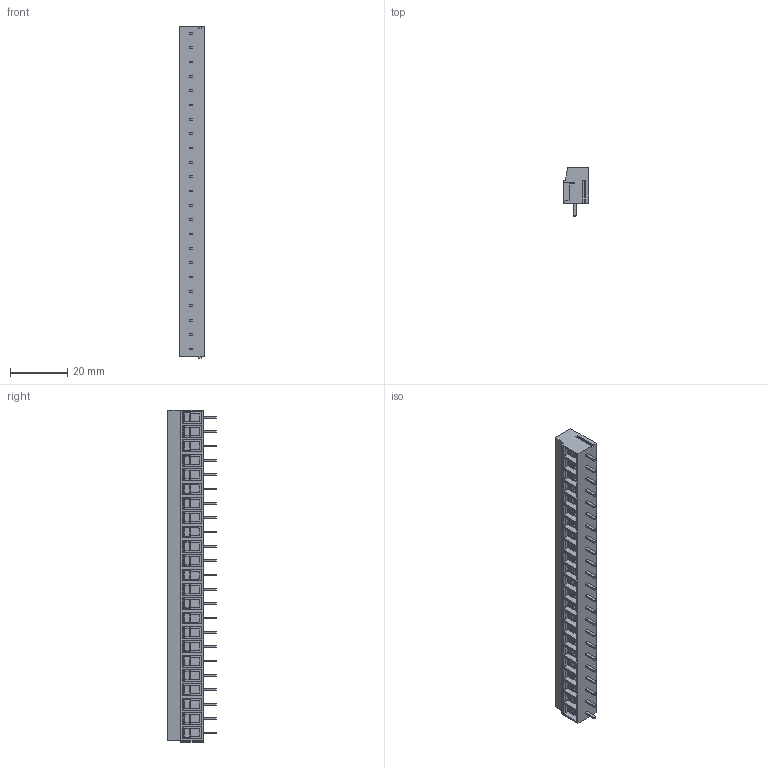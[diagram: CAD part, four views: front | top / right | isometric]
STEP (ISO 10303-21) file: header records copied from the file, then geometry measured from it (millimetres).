
FILE_DESCRIPTION((''),'2;1');
FILE_NAME('TL202V','2025-04-11T',('sj'),(''),'PRO/ENGINEER BY PARAMETRIC TECHNOLOGY CORPORATION, 2013240','PRO/ENGINEER BY PARAMETRIC TECHNOLOGY CORPORATION, 2013240','');
FILE_SCHEMA(('AUTOMOTIVE_DESIGN_CC2 { 1 2 10303 214 -1 1 5 2 }'));
Length unit declared in the file: millimetre
Products named in the file (1): TL202V
Bounding box: 9 x 17 x 115.68 mm (x, y, z)
Volume: 10426.1 mm3; surface area: 9111.8 mm2
Topology: 1 solids, 1 shells, 1657 faces, 4275 edges, 2758 vertices
Faces by surface type: plane 959, cylinder 468, cone 92, extrusion 92, torus 46
Entity records: 51537 total; most frequent: CARTESIAN_POINT 10888, ORIENTED_EDGE 8550, DIRECTION 8203, EDGE_CURVE 4275, VECTOR 2925, LINE 2833, VERTEX_POINT 2758, AXIS2_PLACEMENT_3D 2639
